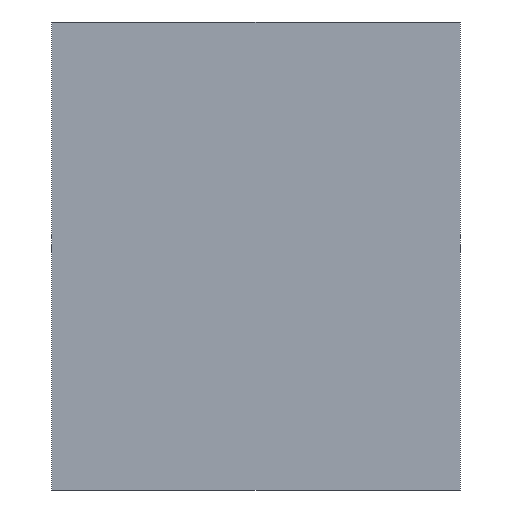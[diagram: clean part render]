
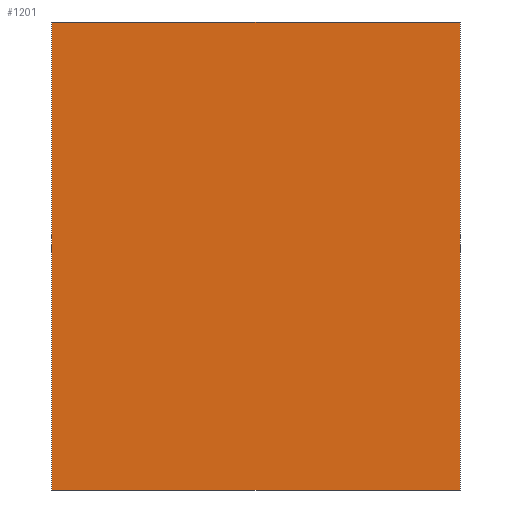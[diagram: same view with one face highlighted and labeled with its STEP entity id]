
A CAD part, front view. The second image highlights one B-rep face of the part: STEP entity #1201.
In plain terms, the highlighted planar face has unit normal (0, -1, 0).
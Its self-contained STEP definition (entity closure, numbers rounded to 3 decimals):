
#174=DIRECTION('',(0.,0.,1.));
#175=VECTOR('',#174,16.04);
#176=CARTESIAN_POINT('',(-8.579,-1.8,-6.502));
#177=LINE('',#176,#175);
#178=DIRECTION('',(1.,0.,0.));
#179=VECTOR('',#178,14.);
#180=CARTESIAN_POINT('',(-8.579,-1.8,9.538));
#181=LINE('',#180,#179);
#182=DIRECTION('',(0.,0.,-1.));
#183=VECTOR('',#182,16.04);
#184=CARTESIAN_POINT('',(5.421,-1.8,9.538));
#185=LINE('',#184,#183);
#186=DIRECTION('',(-1.,0.,0.));
#187=VECTOR('',#186,14.);
#188=CARTESIAN_POINT('',(5.421,-1.8,-6.502));
#189=LINE('',#188,#187);
#878=CARTESIAN_POINT('',(-8.579,-1.8,-6.502));
#879=CARTESIAN_POINT('',(-8.579,-1.8,9.538));
#880=VERTEX_POINT('',#878);
#881=VERTEX_POINT('',#879);
#882=CARTESIAN_POINT('',(5.421,-1.8,9.538));
#883=CARTESIAN_POINT('',(5.421,-1.8,-6.502));
#884=VERTEX_POINT('',#882);
#885=VERTEX_POINT('',#883);
#1190=CARTESIAN_POINT('',(0.,-1.8,0.));
#1191=DIRECTION('',(0.,1.,0.));
#1192=DIRECTION('',(1.,0.,0.));
#1193=AXIS2_PLACEMENT_3D('',#1190,#1191,#1192);
#1194=PLANE('',#1193);
#1195=ORIENTED_EDGE('',*,*,#1142,.T.);
#1196=ORIENTED_EDGE('',*,*,#1157,.T.);
#1197=ORIENTED_EDGE('',*,*,#1171,.T.);
#1198=ORIENTED_EDGE('',*,*,#1184,.T.);
#1199=EDGE_LOOP('',(#1195,#1196,#1197,#1198));
#1200=FACE_OUTER_BOUND('',#1199,.F.);
#1201=ADVANCED_FACE('',(#1200),#1194,.F.);
#1142=EDGE_CURVE('',#880,#881,#177,.T.);
#1157=EDGE_CURVE('',#881,#884,#181,.T.);
#1171=EDGE_CURVE('',#884,#885,#185,.T.);
#1184=EDGE_CURVE('',#885,#880,#189,.T.);
